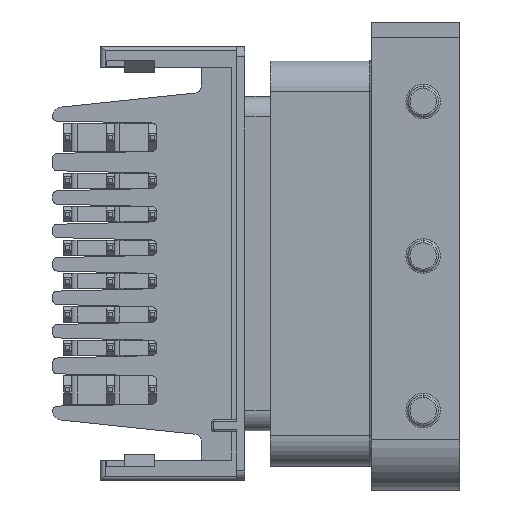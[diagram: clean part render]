
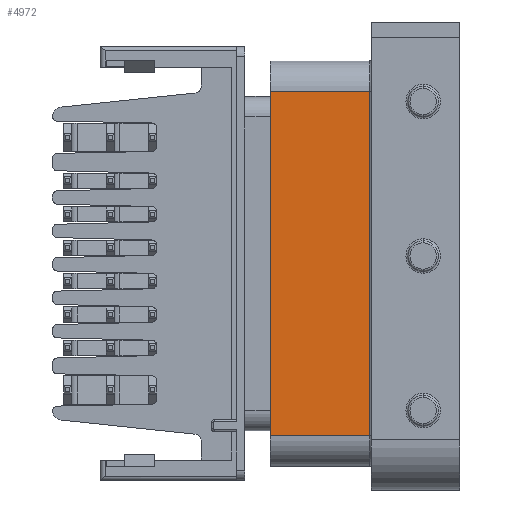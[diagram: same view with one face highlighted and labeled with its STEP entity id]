
A CAD part, front view. The second image highlights one B-rep face of the part: STEP entity #4972.
In plain terms, the highlighted planar face has unit normal (0, -1, 0).
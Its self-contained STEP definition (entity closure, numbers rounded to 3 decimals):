
#4945=VERTEX_POINT('NONE',#4946);
#4946=CARTESIAN_POINT('',(-4.55,-11.5,-17.0));
#4953=EDGE_CURVE('NONE',#4945,#4954,#4956,.F.);
#4954=VERTEX_POINT('NONE',#4955);
#4955=CARTESIAN_POINT('',(-14.35,-11.5,-17.0));
#4956=LINE('',#4957,#4958);
#4957=CARTESIAN_POINT('',(-14.35,-11.5,-17.0));
#4958=VECTOR('',#4959,1.0);
#4959=DIRECTION('',(1.0,0.0,0.0));
#4972=ADVANCED_FACE('NONE',(#4973),#4998,.F.);
#4973=FACE_BOUND('NONE',#4974,.T.);
#4974=EDGE_LOOP('',(#4975,#4976,#4984,#4992));
#4975=ORIENTED_EDGE('',*,*,#4953,.F.);
#4976=ORIENTED_EDGE('',*,*,#4977,.T.);
#4977=EDGE_CURVE('NONE',#4945,#4978,#4980,.T.);
#4978=VERTEX_POINT('NONE',#4979);
#4979=CARTESIAN_POINT('',(-4.55,-11.5,17.0));
#4980=LINE('',#4981,#4982);
#4981=CARTESIAN_POINT('',(-4.55,-11.5,-17.0));
#4982=VECTOR('',#4983,1.0);
#4983=DIRECTION('',(0.0,0.0,1.0));
#4984=ORIENTED_EDGE('',*,*,#4985,.T.);
#4985=EDGE_CURVE('NONE',#4978,#4986,#4988,.F.);
#4986=VERTEX_POINT('NONE',#4987);
#4987=CARTESIAN_POINT('',(-14.35,-11.5,17.0));
#4988=LINE('',#4989,#4990);
#4989=CARTESIAN_POINT('',(-14.35,-11.5,17.0));
#4990=VECTOR('',#4991,1.0);
#4991=DIRECTION('',(1.0,0.0,0.0));
#4992=ORIENTED_EDGE('',*,*,#4993,.T.);
#4993=EDGE_CURVE('NONE',#4986,#4954,#4994,.F.);
#4994=LINE('',#4995,#4996);
#4995=CARTESIAN_POINT('',(-14.35,-11.5,-17.0));
#4996=VECTOR('',#4997,1.0);
#4997=DIRECTION('',(0.0,0.0,1.0));
#4998=PLANE('',#4999);
#4999=AXIS2_PLACEMENT_3D('',#5000,#5001,#5002);
#5000=CARTESIAN_POINT('',(-14.35,-11.5,-17.0));
#5001=DIRECTION('',(0.0,1.0,0.0));
#5002=DIRECTION('',(0.0,0.0,1.0));
